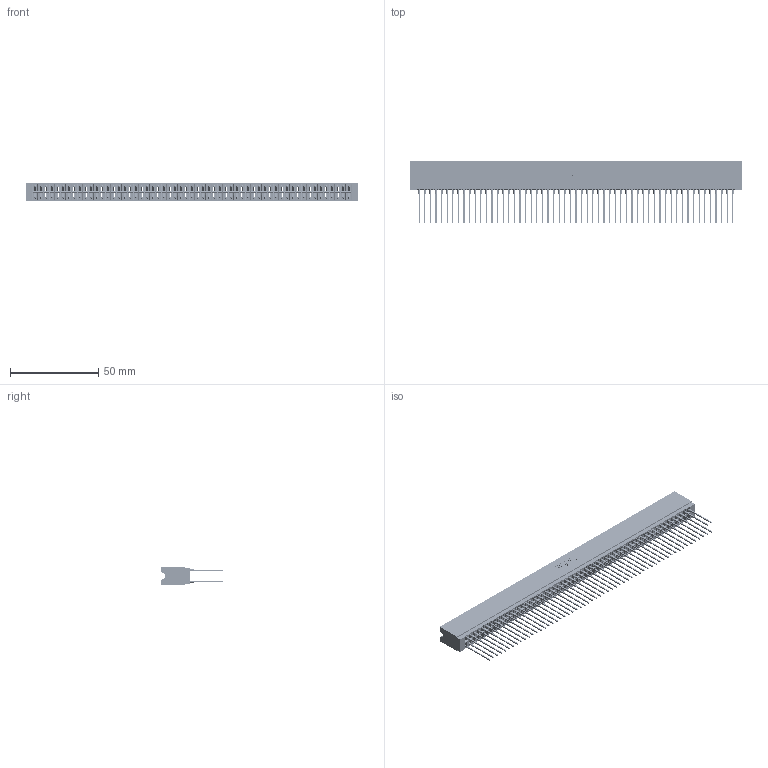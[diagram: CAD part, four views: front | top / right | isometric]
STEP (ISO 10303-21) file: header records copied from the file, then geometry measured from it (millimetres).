
FILE_DESCRIPTION (( 'STEP AP203' ), '1' );
FILE_NAME ('746-114-541-206.STEP', '2020-09-18T18:30:01', ( '' ), ( '' ), 'SwSTEP 2.0', 'SolidWorks 2020', '' );
FILE_SCHEMA (( 'CONFIG_CONTROL_DESIGN' ));
Length unit declared in the file: inch
Products named in the file (3): 746-292-001_541; 746-114-541-206; 746 Part_.515 Slot Depth - 06
Assembly tree (115 placements, depth 2):
  746-114-541-206
    746 Part_.515 Slot Depth - 06
    746-292-001_541  x114
Bounding box: 188.21 x 35.42 x 9.91 mm (x, y, z)
Volume: 20671.9 mm3; surface area: 36451.9 mm2
Topology: 115 solids, 115 shells, 10301 faces, 28309 edges, 18016 vertices
Faces by surface type: plane 5300, bspline 2280, cylinder 2037, torus 684
Entity records: 85865 total; most frequent: CARTESIAN_POINT 16938, ORIENTED_EDGE 14808, DIRECTION 12338, EDGE_CURVE 7404, LINE 6650, VECTOR 6650, VERTEX_POINT 4908, AXIS2_PLACEMENT_3D 2844
